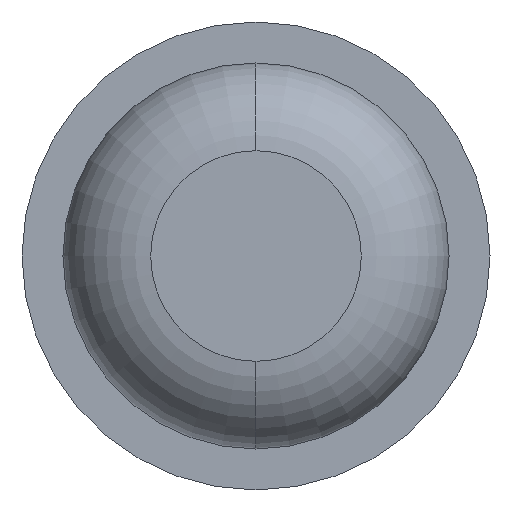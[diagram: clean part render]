
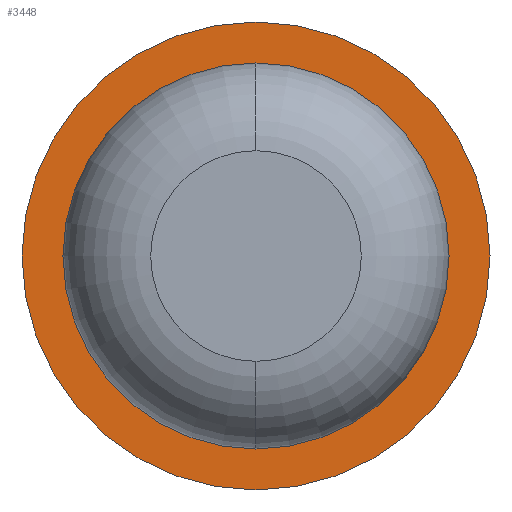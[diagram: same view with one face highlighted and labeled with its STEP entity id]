
A CAD part, front view. The second image highlights one B-rep face of the part: STEP entity #3448.
In plain terms, the highlighted planar face has unit normal (0, -1, 0).
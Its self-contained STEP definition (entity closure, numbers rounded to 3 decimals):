
#20 = AXIS2_PLACEMENT_3D ( 'NONE', #2068, #1468, #3614 ) ;
#45 = DIRECTION ( 'NONE',  ( -1., 0., 0. ) ) ;
#102 = CARTESIAN_POINT ( 'NONE',  ( 0., -9., -0.825 ) ) ;
#119 = CARTESIAN_POINT ( 'NONE',  ( 0., -9., 0.825 ) ) ;
#167 = CIRCLE ( 'NONE', #20, 0.825 ) ;
#201 = AXIS2_PLACEMENT_3D ( 'NONE', #3625, #579, #3640 ) ;
#279 = EDGE_LOOP ( 'NONE', ( #3154, #3638 ) ) ;
#284 = CARTESIAN_POINT ( 'NONE',  ( 0., -9., 0. ) ) ;
#337 = DIRECTION ( 'NONE',  ( 0., 1., 0. ) ) ;
#579 = DIRECTION ( 'NONE',  ( 0., 1., 0. ) ) ;
#642 = ORIENTED_EDGE ( 'NONE', *, *, #3909, .T. ) ;
#787 = CIRCLE ( 'NONE', #1538, 1. ) ;
#805 = DIRECTION ( 'NONE',  ( -1., 0., 0. ) ) ;
#1170 = VERTEX_POINT ( 'NONE', #1566 ) ;
#1207 = FACE_OUTER_BOUND ( 'NONE', #279, .T. ) ;
#1468 = DIRECTION ( 'NONE',  ( 0., 1., 0. ) ) ;
#1488 = AXIS2_PLACEMENT_3D ( 'NONE', #284, #2424, #1820 ) ;
#1538 = AXIS2_PLACEMENT_3D ( 'NONE', #3083, #337, #45 ) ;
#1566 = CARTESIAN_POINT ( 'NONE',  ( -1., -9., 0. ) ) ;
#1750 = FACE_BOUND ( 'NONE', #1880, .T. ) ;
#1820 = DIRECTION ( 'NONE',  ( -1., 0., 0. ) ) ;
#1880 = EDGE_LOOP ( 'NONE', ( #2975, #642 ) ) ;
#1919 = EDGE_CURVE ( 'Defeature ausgef�hrt1_5+Defeature ausgef�hrt1_4+Defeature ausgef�hrt1_4+Defeature ausgef�hrt1_4', #3877, #1170, #787, .T. ) ;
#1928 = CIRCLE ( 'NONE', #1488, 0.825 ) ;
#2013 = DIRECTION ( 'NONE',  ( 0., 1., 0. ) ) ;
#2068 = CARTESIAN_POINT ( 'NONE',  ( 0., -9., 0. ) ) ;
#2424 = DIRECTION ( 'NONE',  ( 0., 1., 0. ) ) ;
#2913 = VERTEX_POINT ( 'NONE', #102 ) ;
#2975 = ORIENTED_EDGE ( 'NONE', *, *, #3447, .T. ) ;
#2987 = EDGE_CURVE ( 'Defeature ausgef�hrt1_5+Defeature ausgef�hrt1_4+Defeature ausgef�hrt1_4+Defeature ausgef�hrt1_4', #1170, #3877, #3838, .T. ) ;
#3083 = CARTESIAN_POINT ( 'NONE',  ( 0., -9., 0. ) ) ;
#3154 = ORIENTED_EDGE ( 'NONE', *, *, #2987, .F. ) ;
#3191 = AXIS2_PLACEMENT_3D ( 'NONE', #3842, #2013, #805 ) ;
#3308 = VERTEX_POINT ( 'NONE', #119 ) ;
#3447 = EDGE_CURVE ( 'Defeature ausgef�hrt1_4+Defeature ausgef�hrt1_0+Defeature ausgef�hrt1_0+Defeature ausgef�hrt1_0', #3308, #2913, #1928, .T. ) ;
#3448 = ADVANCED_FACE ( 'Defeature ausgef�hrt1_4', ( #1207, #1750 ), #3665, .F. ) ;
#3530 = CARTESIAN_POINT ( 'NONE',  ( 1., -9., 0. ) ) ;
#3614 = DIRECTION ( 'NONE',  ( -1., 0., 0. ) ) ;
#3625 = CARTESIAN_POINT ( 'NONE',  ( 0.825, -9., 0. ) ) ;
#3638 = ORIENTED_EDGE ( 'NONE', *, *, #1919, .F. ) ;
#3640 = DIRECTION ( 'NONE',  ( -1., 0., 0. ) ) ;
#3665 = PLANE ( 'NONE',  #201 ) ;
#3838 = CIRCLE ( 'NONE', #3191, 1. ) ;
#3842 = CARTESIAN_POINT ( 'NONE',  ( 0., -9., 0. ) ) ;
#3877 = VERTEX_POINT ( 'NONE', #3530 ) ;
#3909 = EDGE_CURVE ( 'Defeature ausgef�hrt1_4+Defeature ausgef�hrt1_0+Defeature ausgef�hrt1_0+Defeature ausgef�hrt1_0', #2913, #3308, #167, .T. ) ;
